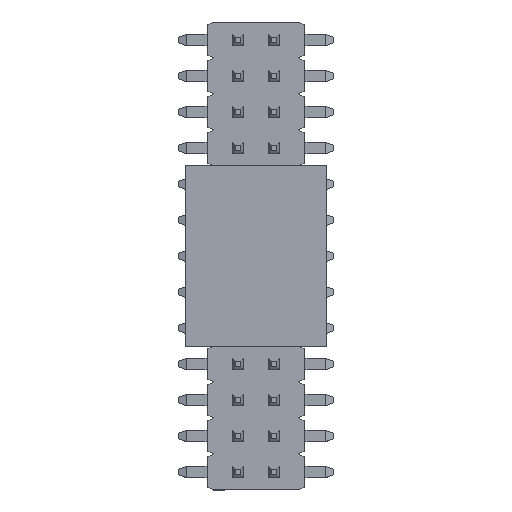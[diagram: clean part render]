
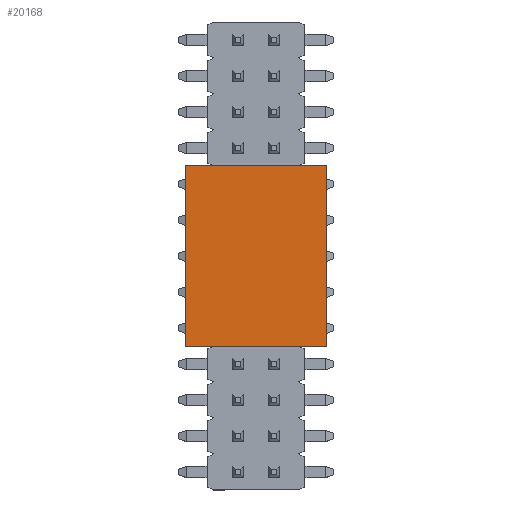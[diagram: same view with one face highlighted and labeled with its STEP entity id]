
A CAD part, top view. The second image highlights one B-rep face of the part: STEP entity #20168.
In plain terms, the highlighted planar face has unit normal (0, 0, 1).
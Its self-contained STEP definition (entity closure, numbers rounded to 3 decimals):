
#3380=ORIENTED_EDGE('',*,*,#5941,.T.);
#3381=ORIENTED_EDGE('',*,*,#6020,.F.);
#3382=ORIENTED_EDGE('',*,*,#6019,.F.);
#3383=ORIENTED_EDGE('',*,*,#6021,.T.);
#5941=EDGE_CURVE('',#7424,#7422,#9151,.T.);
#6019=EDGE_CURVE('',#7497,#7460,#9197,.T.);
#6020=EDGE_CURVE('',#7460,#7422,#9198,.T.);
#6021=EDGE_CURVE('',#7497,#7424,#9199,.T.);
#7422=VERTEX_POINT('',#28399);
#7424=VERTEX_POINT('',#28402);
#7460=VERTEX_POINT('',#28478);
#7497=VERTEX_POINT('',#28553);
#9151=LINE('',#28401,#11061);
#9197=LINE('',#28554,#11107);
#9198=LINE('',#28556,#11108);
#9199=LINE('',#28557,#11109);
#11061=VECTOR('',#24240,1000.);
#11107=VECTOR('',#24352,1000.);
#11108=VECTOR('',#24355,1000.);
#11109=VECTOR('',#24356,1000.);
#12109=EDGE_LOOP('',(#3380,#3381,#3382,#3383));
#12979=FACE_BOUND('',#12109,.T.);
#13733=PLANE('',#21117);
#20168=ADVANCED_FACE('',(#12979),#13733,.F.);
#21117=AXIS2_PLACEMENT_3D('',#28555,#24353,#24354);
#24240=DIRECTION('',(0.,-1.,0.));
#24352=DIRECTION('',(0.,-1.,0.));
#24353=DIRECTION('',(0.,0.,-1.));
#24354=DIRECTION('',(0.,-1.,0.));
#24355=DIRECTION('',(-1.,0.,0.));
#24356=DIRECTION('',(-1.,0.,0.));
#28399=CARTESIAN_POINT('',(-3.2,-2.5,3.81));
#28401=CARTESIAN_POINT('',(-3.2,2.5,3.81));
#28402=CARTESIAN_POINT('',(-3.2,2.5,3.81));
#28478=CARTESIAN_POINT('',(3.2,-2.5,3.81));
#28553=CARTESIAN_POINT('',(3.2,2.5,3.81));
#28554=CARTESIAN_POINT('',(3.2,2.5,3.81));
#28555=CARTESIAN_POINT('',(3.2,2.5,3.81));
#28556=CARTESIAN_POINT('',(3.2,-2.5,3.81));
#28557=CARTESIAN_POINT('',(3.2,2.5,3.81));
